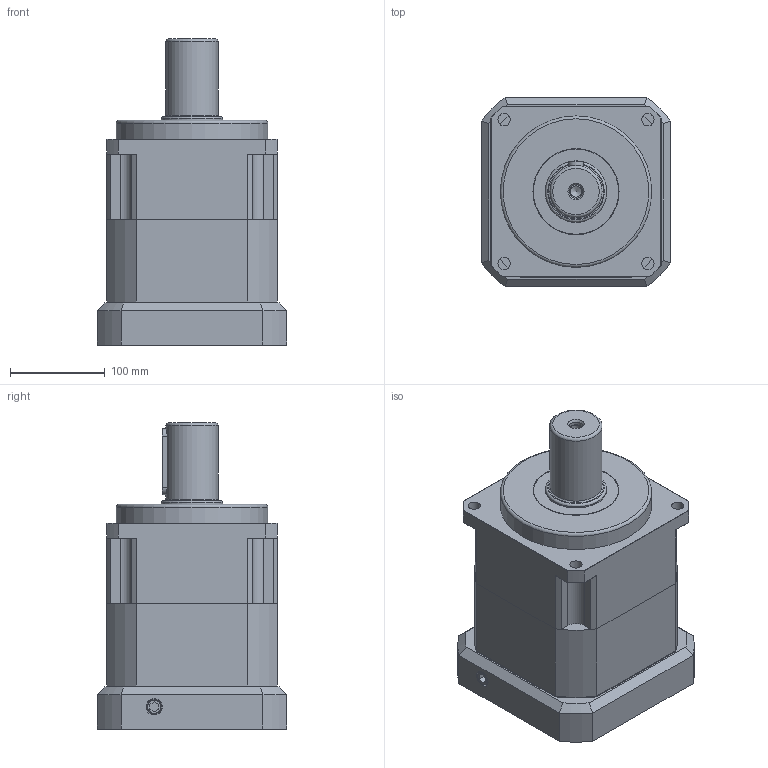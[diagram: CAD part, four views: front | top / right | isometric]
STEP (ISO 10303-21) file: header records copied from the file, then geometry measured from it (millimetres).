
FILE_DESCRIPTION((''),'2;1');
FILE_NAME('KSB-180-1.stp','2017-03-27T12:22:50',('Young'),(''),'Autodesk Inventor 2012','Autodesk Inventor 2012','');
FILE_SCHEMA(('AUTOMOTIVE_DESIGN { 1 0 10303 214 1 1 1 1 }'));
Length unit declared in the file: millimetre
Products named in the file (3): 조립품5; KSB-180-1; BS 4168 : 부품 1 6각 소켓 머리 캡 나사 - 미터 M10 x 40
Assembly tree (2 placements, depth 2):
  조립품5
    KSB-180-1
    BS 4168 : 부품 1 6각 소켓 머리 캡 나사 - 미터 M10 x 40
Bounding box: 200 x 200 x 323.5 mm (x, y, z)
Volume: 5458806.5 mm3; surface area: 569513.2 mm2
Topology: 16 solids, 18 shells, 539 faces, 1328 edges, 862 vertices
Faces by surface type: plane 242, cylinder 198, cone 65, torus 19, bspline 15
Full cylindrical faces by diameter (mm): 4.5 x4, 8 x4, 8.5 x4, 8.6 x1, 10 x1, 10.2 x8, 11 x1, 12 x5, 13 x8, 14 x1, 14.5 x2, 16 x1, 16.709 x2, 18 x4, 19 x4, 51 x1, 54.9 x1, 55 x1, 58.2 x1, 59.8 x1, 60 x1, 64.8 x1, 65 x1, 80 x2, 90 x3, 155 x1, 160 x1, 165 x2
Entity records: 17831 total; most frequent: CARTESIAN_POINT 5284, DIRECTION 2572, ORIENTED_EDGE 2354, EDGE_CURVE 1177, AXIS2_PLACEMENT_3D 996, VERTEX_POINT 831, EDGE_LOOP 732, VECTOR 580
